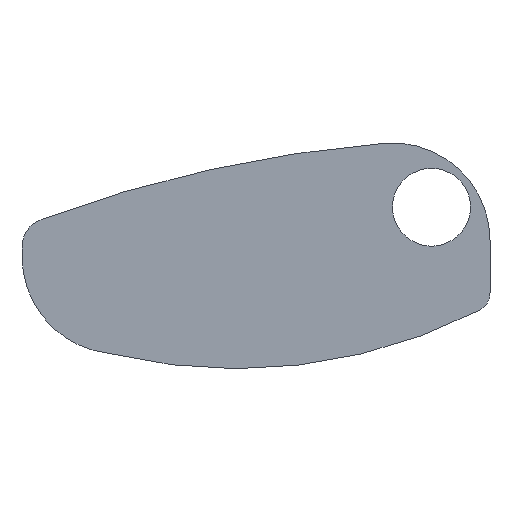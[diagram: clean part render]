
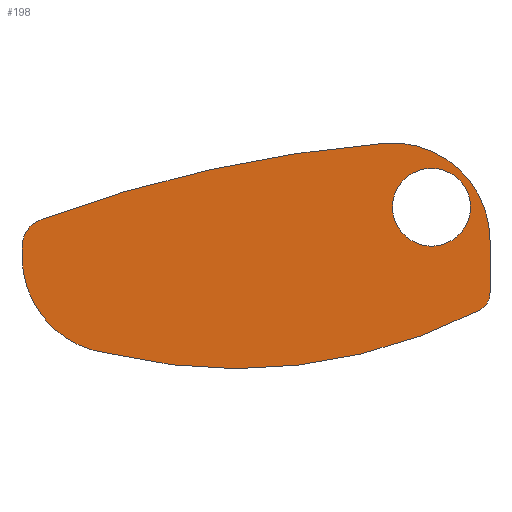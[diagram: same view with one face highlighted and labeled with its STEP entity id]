
A CAD part, front view. The second image highlights one B-rep face of the part: STEP entity #198.
In plain terms, the highlighted planar face has unit normal (0, -1, 0).
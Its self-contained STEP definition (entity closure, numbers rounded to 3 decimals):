
#19=FACE_BOUND('',#40,.T.);
#21=PLANE('',#230);
#28=FACE_OUTER_BOUND('',#39,.T.);
#39=EDGE_LOOP('',(#146,#147,#148,#149,#150,#151,#152,#153));
#40=EDGE_LOOP('',(#154));
#53=LINE('',#341,#66);
#54=LINE('',#349,#67);
#66=VECTOR('',#275,10.);
#67=VECTOR('',#282,10.);
#76=CIRCLE('',#223,4.);
#78=CIRCLE('',#226,3.);
#79=CIRCLE('',#228,132.5);
#81=CIRCLE('',#231,10.);
#82=CIRCLE('',#232,54.765);
#83=CIRCLE('',#233,2.);
#84=CIRCLE('',#234,10.);
#90=VERTEX_POINT('',#321);
#93=VERTEX_POINT('',#328);
#94=VERTEX_POINT('',#330);
#95=VERTEX_POINT('',#334);
#97=VERTEX_POINT('',#340);
#98=VERTEX_POINT('',#342);
#99=VERTEX_POINT('',#344);
#100=VERTEX_POINT('',#346);
#101=VERTEX_POINT('',#348);
#109=EDGE_CURVE('',#90,#90,#76,.T.);
#112=EDGE_CURVE('',#93,#94,#78,.T.);
#114=EDGE_CURVE('',#95,#94,#79,.T.);
#117=EDGE_CURVE('',#93,#97,#53,.T.);
#118=EDGE_CURVE('',#97,#98,#81,.T.);
#119=EDGE_CURVE('',#98,#99,#82,.T.);
#120=EDGE_CURVE('',#100,#99,#83,.T.);
#121=EDGE_CURVE('',#101,#100,#54,.T.);
#122=EDGE_CURVE('',#95,#101,#84,.T.);
#146=ORIENTED_EDGE('',*,*,#112,.F.);
#147=ORIENTED_EDGE('',*,*,#117,.T.);
#148=ORIENTED_EDGE('',*,*,#118,.T.);
#149=ORIENTED_EDGE('',*,*,#119,.T.);
#150=ORIENTED_EDGE('',*,*,#120,.F.);
#151=ORIENTED_EDGE('',*,*,#121,.F.);
#152=ORIENTED_EDGE('',*,*,#122,.F.);
#153=ORIENTED_EDGE('',*,*,#114,.T.);
#154=ORIENTED_EDGE('',*,*,#109,.T.);
#198=ADVANCED_FACE('',(#28,#19),#21,.T.);
#223=AXIS2_PLACEMENT_3D('',#323,#256,#257);
#226=AXIS2_PLACEMENT_3D('',#331,#263,#264);
#228=AXIS2_PLACEMENT_3D('',#335,#268,#269);
#230=AXIS2_PLACEMENT_3D('',#339,#273,#274);
#231=AXIS2_PLACEMENT_3D('',#343,#276,#277);
#232=AXIS2_PLACEMENT_3D('',#345,#278,#279);
#233=AXIS2_PLACEMENT_3D('',#347,#280,#281);
#234=AXIS2_PLACEMENT_3D('',#350,#283,#284);
#256=DIRECTION('center_axis',(0.,1.,0.));
#257=DIRECTION('ref_axis',(-1.,0.,0.));
#263=DIRECTION('center_axis',(0.,1.,0.));
#264=DIRECTION('ref_axis',(-0.821,0.,0.571));
#268=DIRECTION('center_axis',(0.,-1.,0.));
#269=DIRECTION('ref_axis',(-0.362,0.,0.932));
#273=DIRECTION('center_axis',(0.,-1.,0.));
#274=DIRECTION('ref_axis',(-1.,0.,0.));
#275=DIRECTION('',(0.,0.,-1.));
#276=DIRECTION('center_axis',(0.,-1.,0.));
#277=DIRECTION('ref_axis',(-0.1,0.,-0.995));
#278=DIRECTION('center_axis',(0.,-1.,0.));
#279=DIRECTION('ref_axis',(0.475,0.,-0.88));
#280=DIRECTION('center_axis',(0.,1.,0.));
#281=DIRECTION('ref_axis',(0.853,0.,-0.522));
#282=DIRECTION('',(0.,0.,-1.));
#283=DIRECTION('center_axis',(0.,1.,0.));
#284=DIRECTION('ref_axis',(0.678,0.,0.735));
#321=CARTESIAN_POINT('',(37.,6.,-11.));
#323=CARTESIAN_POINT('Origin',(33.,6.,-11.));
#328=CARTESIAN_POINT('',(-9.,6.,-15.07));
#330=CARTESIAN_POINT('',(-7.042,6.,-12.257));
#331=CARTESIAN_POINT('Origin',(-6.,6.,-15.07));
#334=CARTESIAN_POINT('',(28.184,6.,-4.442));
#335=CARTESIAN_POINT('Origin',(39.,6.,-136.5));
#339=CARTESIAN_POINT('Origin',(39.,6.,0.));
#340=CARTESIAN_POINT('',(-9.,6.,-16.05));
#341=CARTESIAN_POINT('',(-9.,6.,0.));
#342=CARTESIAN_POINT('',(0.,6.,-26.));
#343=CARTESIAN_POINT('Origin',(1.,6.,-16.05));
#344=CARTESIAN_POINT('',(37.91,6.,-21.572));
#345=CARTESIAN_POINT('Origin',(13.,6.,27.2));
#346=CARTESIAN_POINT('',(39.,6.,-19.791));
#347=CARTESIAN_POINT('Origin',(37.,6.,-19.791));
#348=CARTESIAN_POINT('',(39.,6.,-14.409));
#349=CARTESIAN_POINT('',(39.,6.,0.));
#350=CARTESIAN_POINT('Origin',(29.,6.,-14.409));
